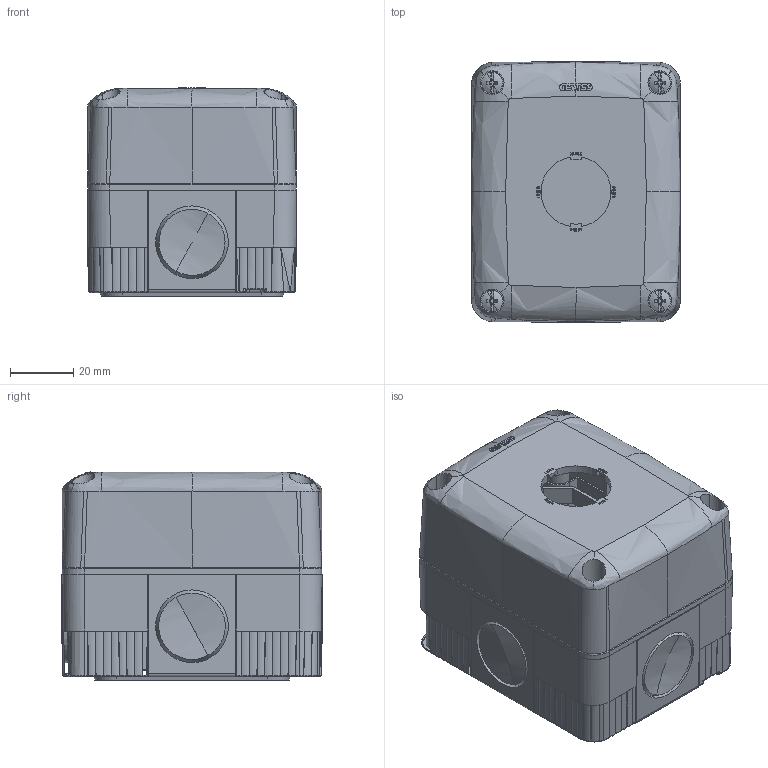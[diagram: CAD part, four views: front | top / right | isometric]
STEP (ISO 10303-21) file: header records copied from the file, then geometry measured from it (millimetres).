
FILE_DESCRIPTION(('CATIA V5 STEP Exchange','CAx-IF Rec.Pracs.--- Model Styling and Organization---1.4--- 2014-01-23'),'2;1');
FILE_NAME('GW27111.stp','2023-10-23T08:29:26+00:00',('Matteo Locatelli'),('Gewiss S.p.a.'),'CATIA Version 5-6 Release 2019 SP6','CATIA V5 STEP AP214 v1','none');
FILE_SCHEMA(('AUTOMOTIVE_DESIGN { 1 0 10303 214 1 1 1 1 }'));
Products named in the file (5): AS.CONTENITORE CIECO IP 66 (BOZZA); FRON.CONTENITORE AUS.COMANDO 1M.IP66; FONDO COMBI 22 1M; GUARN.CONTENITORE 1/2M IP55 S27; 58110727 VITE 3,5X 25 
Assembly tree (7 placements, depth 2):
  AS.CONTENITORE CIECO IP 66 (BOZZA)
    FRON.CONTENITORE AUS.COMANDO 1M.IP66
    FONDO COMBI 22 1M
    GUARN.CONTENITORE 1/2M IP55 S27
    58110727 VITE 3,5X 25   x4
Bounding box: 66.2 x 82.6 x 65.8 mm (x, y, z)
Volume: 33796 mm3; surface area: 74496.6 mm2
Topology: 6 solids, 8 shells, 6890 faces, 19105 edges, 12466 vertices
Faces by surface type: plane 5326, bspline 731, cylinder 502, cone 113, torus 88, extrusion 76, sphere 54
Entity records: 271318 total; most frequent: CARTESIAN_POINT 114797, ORIENTED_EDGE 35991, DIRECTION 25935, EDGE_CURVE 18073, VECTOR 15238, LINE 15162, VERTEX_POINT 11914, EDGE_LOOP 6773
